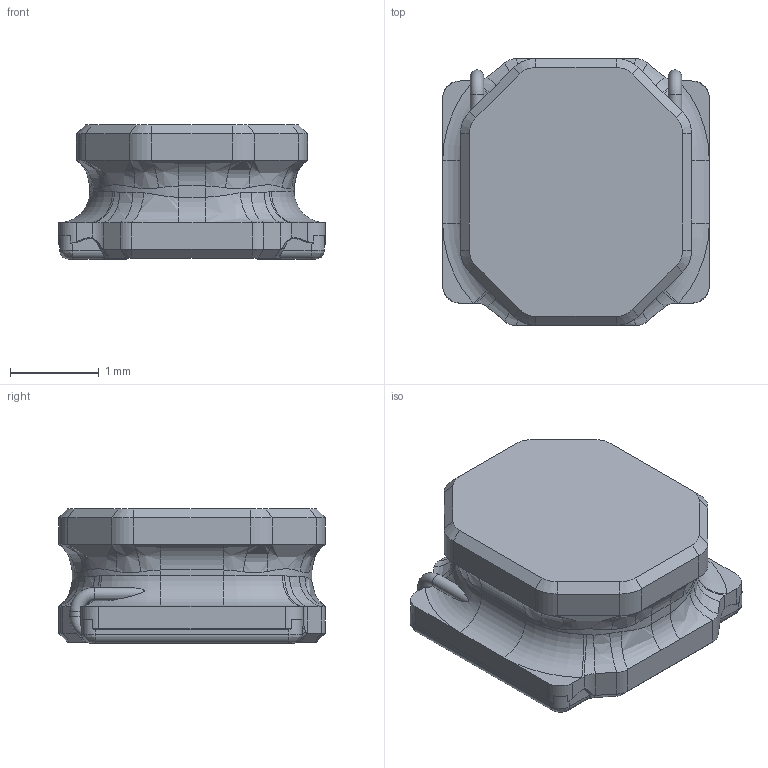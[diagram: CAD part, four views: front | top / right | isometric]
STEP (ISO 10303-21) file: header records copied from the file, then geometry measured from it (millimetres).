
FILE_DESCRIPTION(/* description */ (''),/* implementation_level */ '2;1');
FILE_NAME(/* name */ 'IND-SMD_L3.0-W3.0~IND-SMD_L3.0-W3.0-H1.5~NySp.step',/* time_stamp */ '2026-01-21T14:42:04+08:00',/* author */ (''),/* organization */ (''),/* preprocessor_version */ 'ST-DEVELOPER v20.1',/* originating_system */ 'Autodesk Translation Framework v14.21.0.0',/* authorisation */ '');
FILE_SCHEMA (('AUTOMOTIVE_DESIGN { 1 0 10303 214 3 1 1 }'));
Length unit declared in the file: millimetre
Products named in the file (1): IND-SMD_L3.0-W3.0~IND-SMD_L3.0-W3.0-H1.5~NySp
Bounding box: 3 x 3 x 1.51 mm (x, y, z)
Volume: 10.1 mm3; surface area: 31.1 mm2
Topology: 1 solids, 1 shells, 221 faces, 711 edges, 509 vertices
Faces by surface type: plane 85, bspline 62, cylinder 46, cone 20, torus 8
Full cylindrical faces by diameter (mm): 0.15 x2
Entity records: 9966 total; most frequent: CARTESIAN_POINT 3685, ORIENTED_EDGE 1422, DIRECTION 1067, EDGE_CURVE 711, VERTEX_POINT 509, AXIS2_PLACEMENT_3D 368, LINE 331, VECTOR 331
